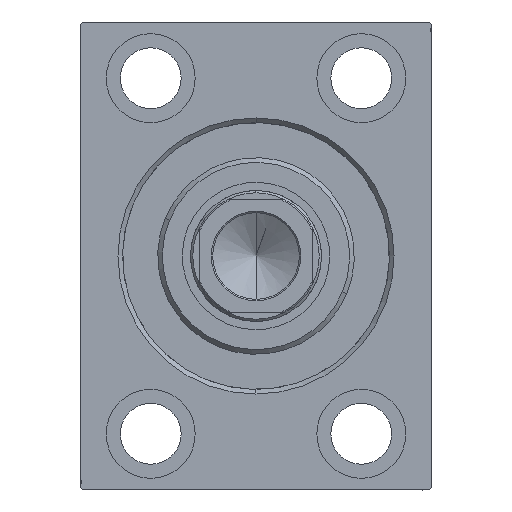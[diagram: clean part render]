
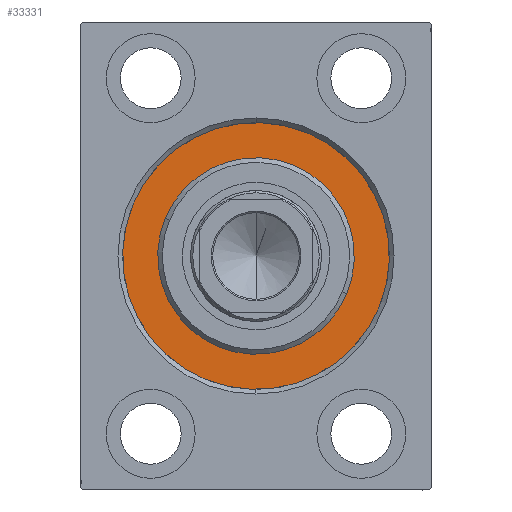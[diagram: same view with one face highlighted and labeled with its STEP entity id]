
A CAD part, left-side view. The second image highlights one B-rep face of the part: STEP entity #33331.
In plain terms, the highlighted face is planar.
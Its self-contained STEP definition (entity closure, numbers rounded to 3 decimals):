
#169 = EDGE_CURVE ( 'NONE', #18282, #42226, #13936, .T. ) ;
#1301 = EDGE_LOOP ( 'NONE', ( #14603, #42830 ) ) ;
#3368 = AXIS2_PLACEMENT_3D ( 'NONE', #15064, #14607, #39269 ) ;
#5789 = CARTESIAN_POINT ( 'NONE',  ( 0., 0., 0. ) ) ;
#6031 = CARTESIAN_POINT ( 'NONE',  ( 0., 0., -28.5 ) ) ;
#6336 = EDGE_CURVE ( 'NONE', #21056, #20273, #20467, .T. ) ;
#6911 = CARTESIAN_POINT ( 'NONE',  ( 0., 0., 0. ) ) ;
#10559 = CARTESIAN_POINT ( 'NONE',  ( 0., 0., 21. ) ) ;
#13936 = CIRCLE ( 'NONE', #39222, 21. ) ;
#14603 = ORIENTED_EDGE ( 'NONE', *, *, #41250, .F. ) ;
#14607 = DIRECTION ( 'NONE',  ( -1., 0., 0. ) ) ;
#15064 = CARTESIAN_POINT ( 'NONE',  ( 0., 0., 0. ) ) ;
#15730 = DIRECTION ( 'NONE',  ( 1., 0., 0. ) ) ;
#16352 = FACE_OUTER_BOUND ( 'NONE', #1301, .T. ) ;
#18282 = VERTEX_POINT ( 'NONE', #10559 ) ;
#19224 = CIRCLE ( 'NONE', #3368, 28.5 ) ;
#20273 = VERTEX_POINT ( 'NONE', #6031 ) ;
#20467 = CIRCLE ( 'NONE', #38540, 28.5 ) ;
#21056 = VERTEX_POINT ( 'NONE', #34586 ) ;
#21469 = DIRECTION ( 'NONE',  ( 0., 0., -1. ) ) ;
#25243 = AXIS2_PLACEMENT_3D ( 'NONE', #38909, #42526, #21469 ) ;
#25745 = ORIENTED_EDGE ( 'NONE', *, *, #27601, .F. ) ;
#27601 = EDGE_CURVE ( 'NONE', #42226, #18282, #44074, .T. ) ;
#29693 = PLANE ( 'NONE',  #35743 ) ;
#29915 = DIRECTION ( 'NONE',  ( -1., 0., 0. ) ) ;
#29968 = ORIENTED_EDGE ( 'NONE', *, *, #169, .F. ) ;
#30450 = DIRECTION ( 'NONE',  ( 0., 0., 1. ) ) ;
#33331 = ADVANCED_FACE ( 'NONE', ( #33332, #16352 ), #29693, .F. ) ;
#33332 = FACE_BOUND ( 'NONE', #35688, .T. ) ;
#33858 = DIRECTION ( 'NONE',  ( -1., 0., 0. ) ) ;
#34586 = CARTESIAN_POINT ( 'NONE',  ( 0., 0., 28.5 ) ) ;
#35688 = EDGE_LOOP ( 'NONE', ( #29968, #25745 ) ) ;
#35743 = AXIS2_PLACEMENT_3D ( 'NONE', #37406, #29915, #43972 ) ;
#35882 = DIRECTION ( 'NONE',  ( 0., 0., -1. ) ) ;
#37406 = CARTESIAN_POINT ( 'NONE',  ( 0., 0., 0. ) ) ;
#38540 = AXIS2_PLACEMENT_3D ( 'NONE', #6911, #33858, #30450 ) ;
#38909 = CARTESIAN_POINT ( 'NONE',  ( 0., 0., 0. ) ) ;
#39222 = AXIS2_PLACEMENT_3D ( 'NONE', #5789, #15730, #35882 ) ;
#39269 = DIRECTION ( 'NONE',  ( 0., 0., 1. ) ) ;
#41250 = EDGE_CURVE ( 'NONE', #20273, #21056, #19224, .T. ) ;
#42226 = VERTEX_POINT ( 'NONE', #43073 ) ;
#42526 = DIRECTION ( 'NONE',  ( 1., 0., 0. ) ) ;
#42830 = ORIENTED_EDGE ( 'NONE', *, *, #6336, .F. ) ;
#43073 = CARTESIAN_POINT ( 'NONE',  ( 0., 0., -21. ) ) ;
#43972 = DIRECTION ( 'NONE',  ( 0., 0., 1. ) ) ;
#44074 = CIRCLE ( 'NONE', #25243, 21. ) ;
